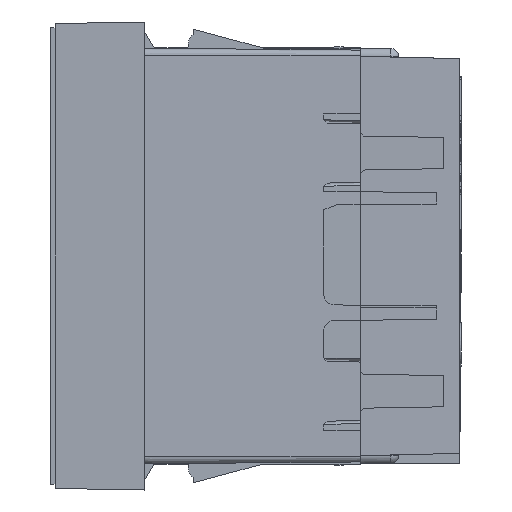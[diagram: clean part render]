
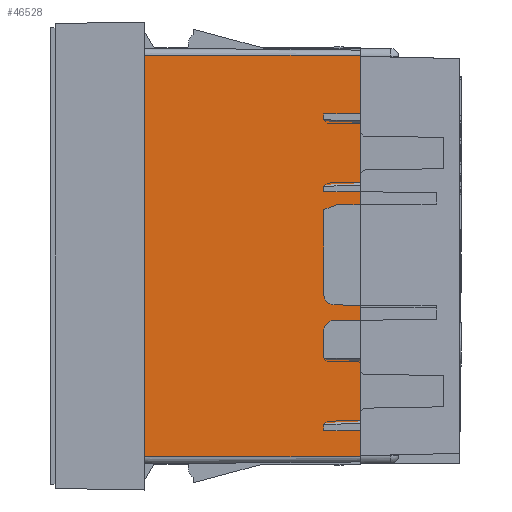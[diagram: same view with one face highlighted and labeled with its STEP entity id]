
A CAD part, left-side view. The second image highlights one B-rep face of the part: STEP entity #46528.
In plain terms, the highlighted face is planar.
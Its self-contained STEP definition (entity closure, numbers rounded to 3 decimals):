
#36920=DIRECTION('',(0.,1.,0.));
#36921=VECTOR('',#36920,38.6);
#36922=CARTESIAN_POINT('',(42.481,-19.3,9.));
#36923=LINE('',#36922,#36921);
#36953=DIRECTION('',(-0.009,0.,1.));
#36954=VECTOR('',#36953,20.751);
#36955=CARTESIAN_POINT('',(42.481,-19.3,9.));
#36956=LINE('',#36955,#36954);
#36957=DIRECTION('',(0.,1.,0.));
#36958=VECTOR('',#36957,38.6);
#36959=CARTESIAN_POINT('',(42.3,-19.3,29.75));
#36960=LINE('',#36959,#36958);
#36961=DIRECTION('',(0.009,0.,-1.));
#36962=VECTOR('',#36961,20.751);
#36963=CARTESIAN_POINT('',(42.3,19.3,29.75));
#36964=LINE('',#36963,#36962);
#43361=CARTESIAN_POINT('',(42.3,19.3,29.75));
#43363=VERTEX_POINT('',#43361);
#43401=CARTESIAN_POINT('',(42.3,-19.3,29.75));
#43402=VERTEX_POINT('',#43401);
#43443=CARTESIAN_POINT('',(42.481,-19.3,9.));
#43444=VERTEX_POINT('',#43443);
#43445=CARTESIAN_POINT('',(42.481,19.3,9.));
#43446=VERTEX_POINT('',#43445);
#46516=CARTESIAN_POINT('',(42.3,19.8,29.75));
#46517=DIRECTION('',(1.,0.,0.009));
#46518=DIRECTION('',(0.009,0.,-1.));
#46519=AXIS2_PLACEMENT_3D('',#46516,#46517,#46518);
#46520=PLANE('',#46519);
#46521=ORIENTED_EDGE('',*,*,#44187,.T.);
#46523=ORIENTED_EDGE('',*,*,#46522,.T.);
#46524=ORIENTED_EDGE('',*,*,#46460,.F.);
#46525=ORIENTED_EDGE('',*,*,#46511,.T.);
#46526=EDGE_LOOP('',(#46521,#46523,#46524,#46525));
#46527=FACE_OUTER_BOUND('',#46526,.F.);
#46528=ADVANCED_FACE('',(#46527),#46520,.T.);
#44187=EDGE_CURVE('',#43402,#43363,#36960,.T.);
#46460=EDGE_CURVE('',#43444,#43446,#36923,.T.);
#46511=EDGE_CURVE('',#43444,#43402,#36956,.T.);
#46522=EDGE_CURVE('',#43363,#43446,#36964,.T.);
